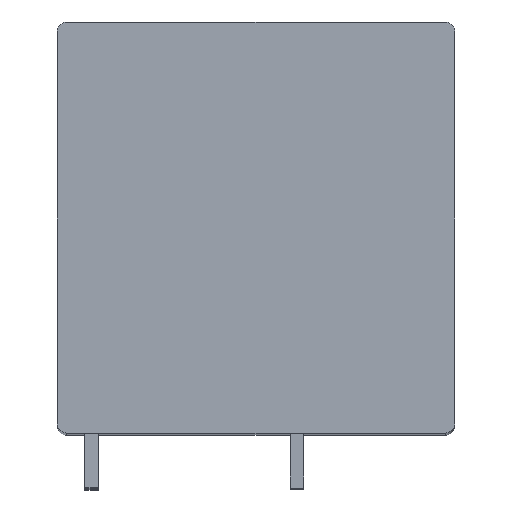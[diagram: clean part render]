
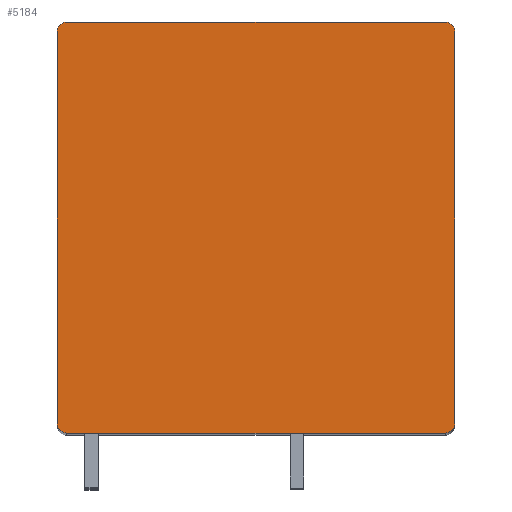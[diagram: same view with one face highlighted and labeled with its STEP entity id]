
A CAD part, top view. The second image highlights one B-rep face of the part: STEP entity #5184.
In plain terms, the highlighted planar face has unit normal (0, 0, 1).
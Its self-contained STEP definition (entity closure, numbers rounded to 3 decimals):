
#717=CARTESIAN_POINT('',(13.8,14.3,4.45));
#718=DIRECTION('',(0.,0.,1.));
#719=DIRECTION('',(1.,0.,0.));
#720=AXIS2_PLACEMENT_3D('',#717,#718,#719);
#722=DIRECTION('',(0.,1.,0.));
#723=VECTOR('',#722,28.6);
#724=CARTESIAN_POINT('',(14.5,-14.3,4.45));
#725=LINE('',#724,#723);
#726=CARTESIAN_POINT('',(13.8,-14.3,4.45));
#727=DIRECTION('',(0.,0.,1.));
#728=DIRECTION('',(0.,-1.,0.));
#729=AXIS2_PLACEMENT_3D('',#726,#727,#728);
#731=DIRECTION('',(1.,0.,0.));
#732=VECTOR('',#731,27.6);
#733=CARTESIAN_POINT('',(-13.8,-15.,4.45));
#734=LINE('',#733,#732);
#735=CARTESIAN_POINT('',(-13.8,-14.3,4.45));
#736=DIRECTION('',(0.,0.,1.));
#737=DIRECTION('',(-1.,0.,0.));
#738=AXIS2_PLACEMENT_3D('',#735,#736,#737);
#740=DIRECTION('',(0.,-1.,0.));
#741=VECTOR('',#740,28.6);
#742=CARTESIAN_POINT('',(-14.5,14.3,4.45));
#743=LINE('',#742,#741);
#744=CARTESIAN_POINT('',(-13.8,14.3,4.45));
#745=DIRECTION('',(0.,0.,1.));
#746=DIRECTION('',(0.,1.,0.));
#747=AXIS2_PLACEMENT_3D('',#744,#745,#746);
#749=DIRECTION('',(-1.,0.,0.));
#750=VECTOR('',#749,27.6);
#751=CARTESIAN_POINT('',(13.8,15.,4.45));
#752=LINE('',#751,#750);
#3577=CARTESIAN_POINT('',(14.5,14.3,4.45));
#3578=CARTESIAN_POINT('',(13.8,15.,4.45));
#3579=VERTEX_POINT('',#3577);
#3580=VERTEX_POINT('',#3578);
#3581=CARTESIAN_POINT('',(-13.8,15.,4.45));
#3582=VERTEX_POINT('',#3581);
#3583=CARTESIAN_POINT('',(-14.5,14.3,4.45));
#3584=VERTEX_POINT('',#3583);
#3585=CARTESIAN_POINT('',(-14.5,-14.3,4.45));
#3586=VERTEX_POINT('',#3585);
#3587=CARTESIAN_POINT('',(-13.8,-15.,4.45));
#3588=VERTEX_POINT('',#3587);
#3589=CARTESIAN_POINT('',(13.8,-15.,4.45));
#3590=VERTEX_POINT('',#3589);
#3591=CARTESIAN_POINT('',(14.5,-14.3,4.45));
#3592=VERTEX_POINT('',#3591);
#5169=CARTESIAN_POINT('',(0.,0.,4.45));
#5170=DIRECTION('',(0.,0.,1.));
#5171=DIRECTION('',(1.,0.,0.));
#5172=AXIS2_PLACEMENT_3D('',#5169,#5170,#5171);
#5173=PLANE('',#5172);
#5174=ORIENTED_EDGE('',*,*,#4578,.F.);
#5175=ORIENTED_EDGE('',*,*,#4593,.F.);
#5176=ORIENTED_EDGE('',*,*,#4823,.F.);
#5177=ORIENTED_EDGE('',*,*,#4837,.F.);
#5178=ORIENTED_EDGE('',*,*,#5121,.F.);
#5179=ORIENTED_EDGE('',*,*,#5135,.F.);
#5180=ORIENTED_EDGE('',*,*,#5149,.F.);
#5181=ORIENTED_EDGE('',*,*,#5162,.F.);
#5182=EDGE_LOOP('',(#5174,#5175,#5176,#5177,#5178,#5179,#5180,#5181));
#5183=FACE_OUTER_BOUND('',#5182,.F.);
#5184=ADVANCED_FACE('',(#5183),#5173,.T.);
#721=CIRCLE('',#720,0.7);
#730=CIRCLE('',#729,0.7);
#739=CIRCLE('',#738,0.7);
#748=CIRCLE('',#747,0.7);
#4578=EDGE_CURVE('',#3579,#3580,#721,.T.);
#4593=EDGE_CURVE('',#3592,#3579,#725,.T.);
#4823=EDGE_CURVE('',#3590,#3592,#730,.T.);
#4837=EDGE_CURVE('',#3588,#3590,#734,.T.);
#5121=EDGE_CURVE('',#3586,#3588,#739,.T.);
#5135=EDGE_CURVE('',#3584,#3586,#743,.T.);
#5149=EDGE_CURVE('',#3582,#3584,#748,.T.);
#5162=EDGE_CURVE('',#3580,#3582,#752,.T.);
